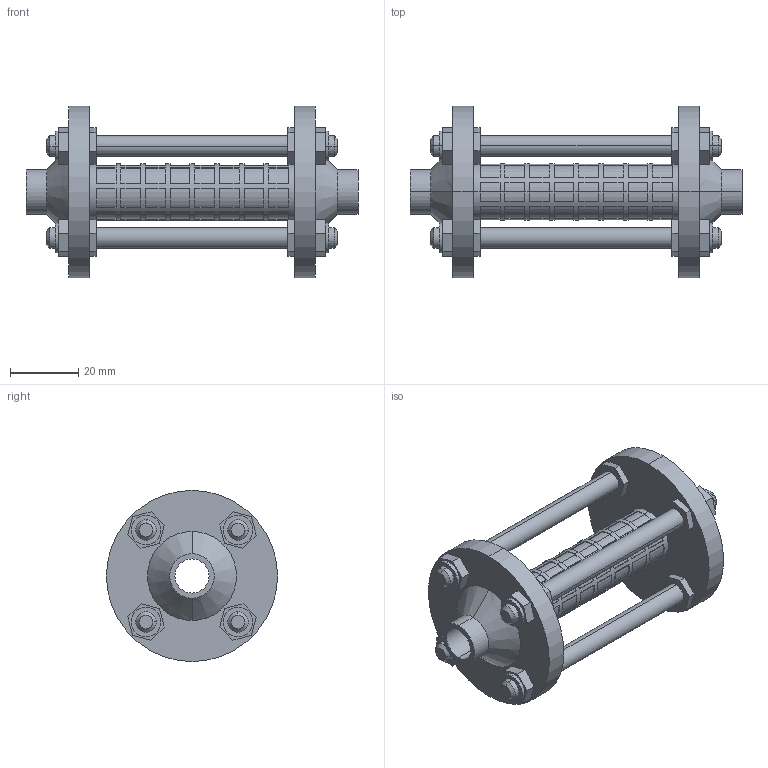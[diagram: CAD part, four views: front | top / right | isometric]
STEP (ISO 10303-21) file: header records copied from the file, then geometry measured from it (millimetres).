
FILE_DESCRIPTION (( 'STEP AP203' ), '1' );
FILE_NAME ('3D_M-7006_DN10_174601045.STEP', '2024-10-04T10:27:16', ( '' ), ( '' ), 'SwSTEP 2.0', 'SolidWorks 2024', '' );
FILE_SCHEMA (( 'CONFIG_CONTROL_DESIGN' ));
Length unit declared in the file: millimetre
Products named in the file (1): 3D_M-7006_DN10_174601045
Bounding box: 97 x 50 x 50 mm (x, y, z)
Volume: 43653.3 mm3; surface area: 26971.3 mm2
Topology: 10 solids, 10 shells, 475 faces, 1294 edges, 856 vertices
Faces by surface type: plane 373, cylinder 82, cone 20
Entity records: 15427 total; most frequent: DIRECTION 2686, CARTESIAN_POINT 2626, ORIENTED_EDGE 2588, EDGE_CURVE 1294, AXIS2_PLACEMENT_3D 916, VERTEX_POINT 856, VECTOR 854, LINE 854
